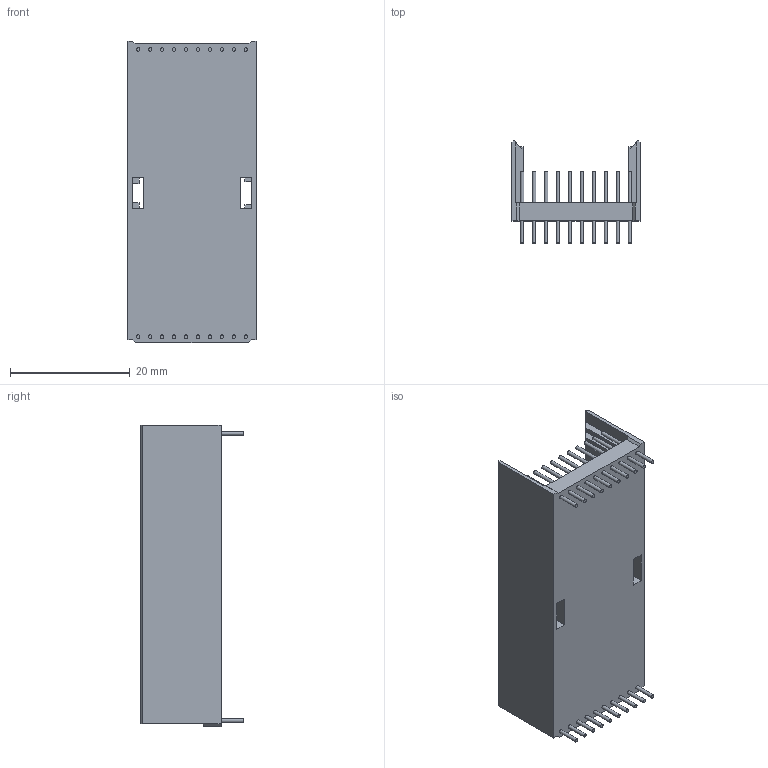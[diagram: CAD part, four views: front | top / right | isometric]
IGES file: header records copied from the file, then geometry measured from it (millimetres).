
Global section: file name: 1710_har-bus_HM_DE_straight_male_244_pole.igs; preprocessor: I-DEAS 3D IGES Translator 10; date: 20040812.074645; units: millimetre
Bounding box: 21.4 x 17.1 x 50.35 mm (x, y, z)
Volume: 4669.5 mm3; surface area: 5262.4 mm2
Topology: 1 solids, 1 shells, 164 faces, 368 edges, 244 vertices
Faces by surface type: bspline 164
